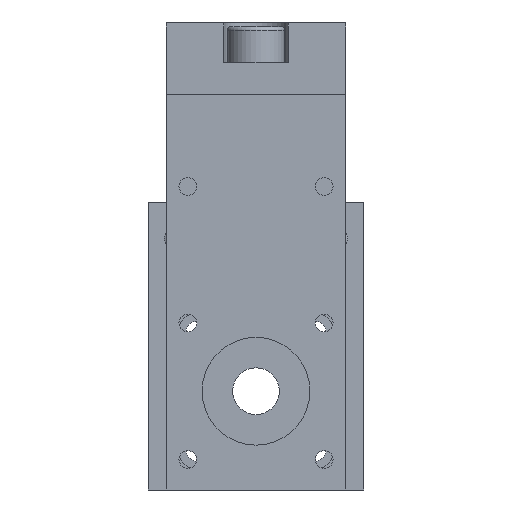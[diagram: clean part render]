
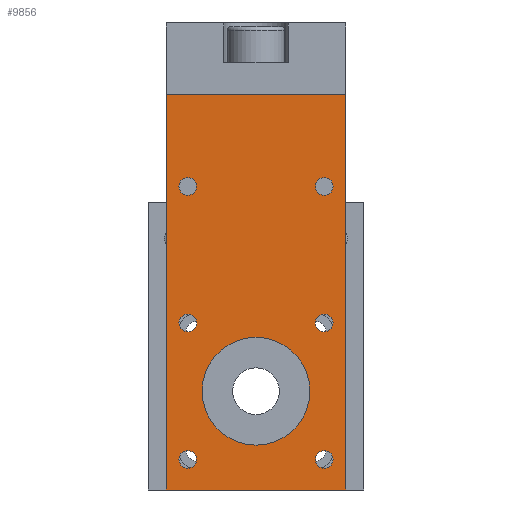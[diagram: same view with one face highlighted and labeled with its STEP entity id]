
A CAD part, left-side view. The second image highlights one B-rep face of the part: STEP entity #9856.
In plain terms, the highlighted face is planar.
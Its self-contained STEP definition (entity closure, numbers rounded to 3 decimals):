
#691=LINE('',#14144,#1564);
#695=LINE('',#14152,#1568);
#698=LINE('',#14158,#1571);
#701=LINE('',#14163,#1574);
#1564=VECTOR('',#11430,50.);
#1568=VECTOR('',#11436,110.);
#1571=VECTOR('',#11441,50.);
#1574=VECTOR('',#11446,110.);
#2442=PLANE('',#10466);
#2814=FACE_BOUND('',#3781,.T.);
#2815=FACE_BOUND('',#3782,.T.);
#2816=FACE_BOUND('',#3783,.T.);
#2817=FACE_BOUND('',#3784,.T.);
#2818=FACE_BOUND('',#3785,.T.);
#2819=FACE_BOUND('',#3786,.T.);
#2820=FACE_BOUND('',#3787,.T.);
#3192=FACE_OUTER_BOUND('',#3780,.T.);
#3780=EDGE_LOOP('',(#7185,#7186,#7187,#7188));
#3781=EDGE_LOOP('',(#7189));
#3782=EDGE_LOOP('',(#7190));
#3783=EDGE_LOOP('',(#7191));
#3784=EDGE_LOOP('',(#7192));
#3785=EDGE_LOOP('',(#7193));
#3786=EDGE_LOOP('',(#7194));
#3787=EDGE_LOOP('',(#7195));
#4557=CIRCLE('',#10439,2.459);
#4559=CIRCLE('',#10442,2.459);
#4561=CIRCLE('',#10445,2.459);
#4563=CIRCLE('',#10448,2.459);
#4565=CIRCLE('',#10451,2.459);
#4567=CIRCLE('',#10454,2.459);
#4570=CIRCLE('',#10459,15.);
#4882=VERTEX_POINT('',#14103);
#4884=VERTEX_POINT('',#14108);
#4886=VERTEX_POINT('',#14113);
#4888=VERTEX_POINT('',#14118);
#4890=VERTEX_POINT('',#14123);
#4892=VERTEX_POINT('',#14128);
#4895=VERTEX_POINT('',#14136);
#4897=VERTEX_POINT('',#14142);
#4898=VERTEX_POINT('',#14143);
#4901=VERTEX_POINT('',#14151);
#4903=VERTEX_POINT('',#14157);
#5822=EDGE_CURVE('',#4882,#4882,#4557,.T.);
#5824=EDGE_CURVE('',#4884,#4884,#4559,.T.);
#5826=EDGE_CURVE('',#4886,#4886,#4561,.T.);
#5828=EDGE_CURVE('',#4888,#4888,#4563,.T.);
#5830=EDGE_CURVE('',#4890,#4890,#4565,.T.);
#5832=EDGE_CURVE('',#4892,#4892,#4567,.T.);
#5835=EDGE_CURVE('',#4895,#4895,#4570,.T.);
#5837=EDGE_CURVE('',#4897,#4898,#691,.T.);
#5841=EDGE_CURVE('',#4898,#4901,#695,.T.);
#5844=EDGE_CURVE('',#4901,#4903,#698,.T.);
#5847=EDGE_CURVE('',#4903,#4897,#701,.T.);
#7185=ORIENTED_EDGE('',*,*,#5837,.F.);
#7186=ORIENTED_EDGE('',*,*,#5847,.F.);
#7187=ORIENTED_EDGE('',*,*,#5844,.F.);
#7188=ORIENTED_EDGE('',*,*,#5841,.F.);
#7189=ORIENTED_EDGE('',*,*,#5822,.T.);
#7190=ORIENTED_EDGE('',*,*,#5824,.T.);
#7191=ORIENTED_EDGE('',*,*,#5826,.T.);
#7192=ORIENTED_EDGE('',*,*,#5828,.T.);
#7193=ORIENTED_EDGE('',*,*,#5830,.T.);
#7194=ORIENTED_EDGE('',*,*,#5832,.T.);
#7195=ORIENTED_EDGE('',*,*,#5835,.T.);
#9856=ADVANCED_FACE('',(#3192,#2814,#2815,#2816,#2817,#2818,#2819,#2820),
#2442,.T.);
#10439=AXIS2_PLACEMENT_3D('',#14104,#11382,#11383);
#10442=AXIS2_PLACEMENT_3D('',#14109,#11388,#11389);
#10445=AXIS2_PLACEMENT_3D('',#14114,#11394,#11395);
#10448=AXIS2_PLACEMENT_3D('',#14119,#11400,#11401);
#10451=AXIS2_PLACEMENT_3D('',#14124,#11406,#11407);
#10454=AXIS2_PLACEMENT_3D('',#14129,#11412,#11413);
#10459=AXIS2_PLACEMENT_3D('',#14137,#11422,#11423);
#10466=AXIS2_PLACEMENT_3D('',#14165,#11448,#11449);
#11382=DIRECTION('center_axis',(0.,0.,-1.));
#11383=DIRECTION('ref_axis',(1.,0.,0.));
#11388=DIRECTION('center_axis',(0.,0.,-1.));
#11389=DIRECTION('ref_axis',(1.,0.,0.));
#11394=DIRECTION('center_axis',(0.,0.,-1.));
#11395=DIRECTION('ref_axis',(1.,0.,0.));
#11400=DIRECTION('center_axis',(0.,0.,-1.));
#11401=DIRECTION('ref_axis',(1.,0.,0.));
#11406=DIRECTION('center_axis',(0.,0.,-1.));
#11407=DIRECTION('ref_axis',(1.,0.,0.));
#11412=DIRECTION('center_axis',(0.,0.,-1.));
#11413=DIRECTION('ref_axis',(1.,0.,0.));
#11422=DIRECTION('center_axis',(0.,0.,-1.));
#11423=DIRECTION('ref_axis',(1.,0.,0.));
#11430=DIRECTION('',(0.,-1.,0.));
#11436=DIRECTION('',(-1.,0.,0.));
#11441=DIRECTION('',(0.,1.,0.));
#11446=DIRECTION('',(1.,0.,0.));
#11448=DIRECTION('center_axis',(0.,0.,1.));
#11449=DIRECTION('ref_axis',(1.,0.,0.));
#14103=CARTESIAN_POINT('',(30.854,-33.291,20.));
#14104=CARTESIAN_POINT('Origin',(28.395,-33.291,20.));
#14108=CARTESIAN_POINT('',(68.854,4.709,20.));
#14109=CARTESIAN_POINT('Origin',(66.395,4.709,20.));
#14113=CARTESIAN_POINT('',(-7.146,4.709,20.));
#14114=CARTESIAN_POINT('Origin',(-9.605,4.709,20.));
#14118=CARTESIAN_POINT('',(30.854,4.709,20.));
#14119=CARTESIAN_POINT('Origin',(28.395,4.709,20.));
#14123=CARTESIAN_POINT('',(-7.146,-33.291,20.));
#14124=CARTESIAN_POINT('Origin',(-9.605,-33.291,20.));
#14128=CARTESIAN_POINT('',(68.854,-33.291,20.));
#14129=CARTESIAN_POINT('Origin',(66.395,-33.291,20.));
#14136=CARTESIAN_POINT('',(24.395,-14.291,20.));
#14137=CARTESIAN_POINT('Origin',(9.395,-14.291,20.));
#14142=CARTESIAN_POINT('',(91.895,10.709,20.));
#14143=CARTESIAN_POINT('',(91.895,-39.291,20.));
#14144=CARTESIAN_POINT('',(91.895,10.709,20.));
#14151=CARTESIAN_POINT('',(-18.105,-39.291,20.));
#14152=CARTESIAN_POINT('',(91.895,-39.291,20.));
#14157=CARTESIAN_POINT('',(-18.105,10.709,20.));
#14158=CARTESIAN_POINT('',(-18.105,-39.291,20.));
#14163=CARTESIAN_POINT('',(-18.105,10.709,20.));
#14165=CARTESIAN_POINT('Origin',(36.895,-14.291,20.));
